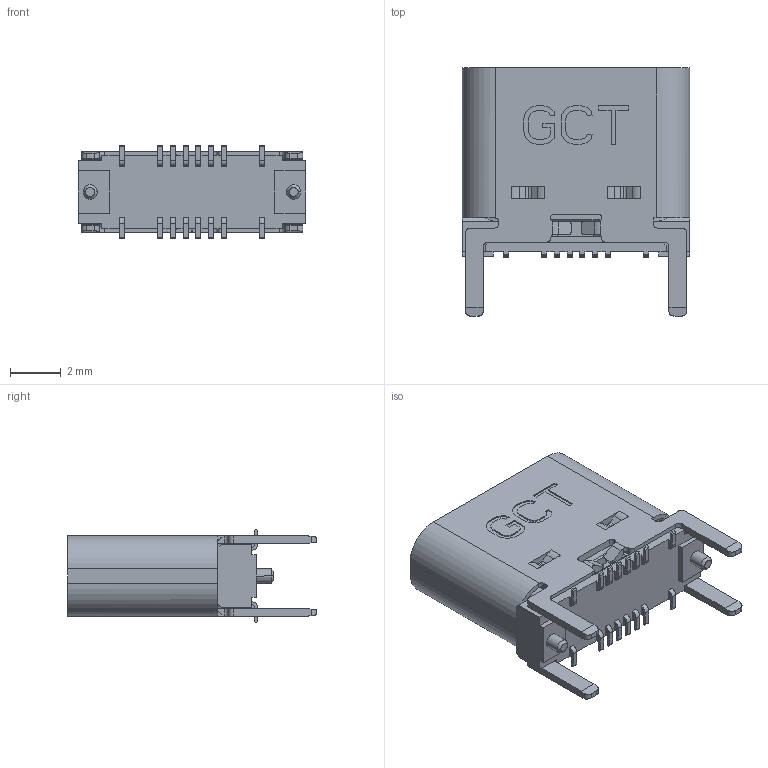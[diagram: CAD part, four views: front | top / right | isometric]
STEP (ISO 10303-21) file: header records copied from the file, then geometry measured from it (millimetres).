
FILE_DESCRIPTION(('STEP AP242'),'1');
FILE_NAME('usb4145-03-0230-c.stp','2023-04-30T12:37:16',('TraceParts'),('TraceParts S.A.'),'Spatial InterOp 3D',' ',' ');
FILE_SCHEMA(('AP242_MANAGED_MODEL_BASED_3D_ENGINEERING_MIM_LF {1 0 10303 442 1 1 4}'));
Length unit declared in the file: millimetre
Products named in the file (1): usb4145-03-0230-c_1
Bounding box: 8.95 x 9.76 x 3.69 mm (x, y, z)
Volume: 119.6 mm3; surface area: 515.1 mm2
Topology: 2 solids, 12 shells, 1149 faces, 3255 edges, 2150 vertices
Faces by surface type: plane 904, cylinder 216, cone 25, bspline 4
Entity records: 43367 total; most frequent: CARTESIAN_POINT 7736, ORIENTED_EDGE 6510, DIRECTION 5657, EDGE_CURVE 3255, LINE 2685, VECTOR 2685, VERTEX_POINT 2150, AXIS2_PLACEMENT_3D 1486
